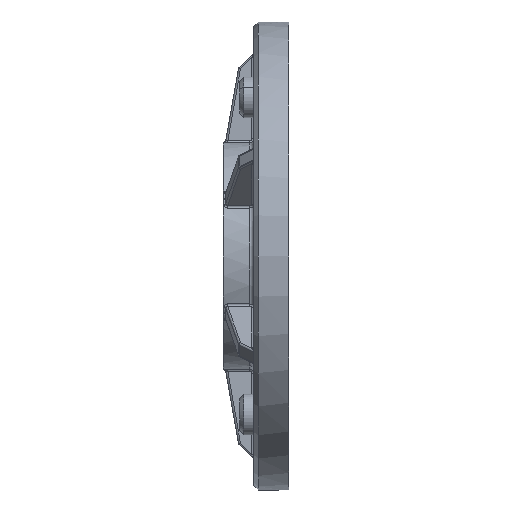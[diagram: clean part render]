
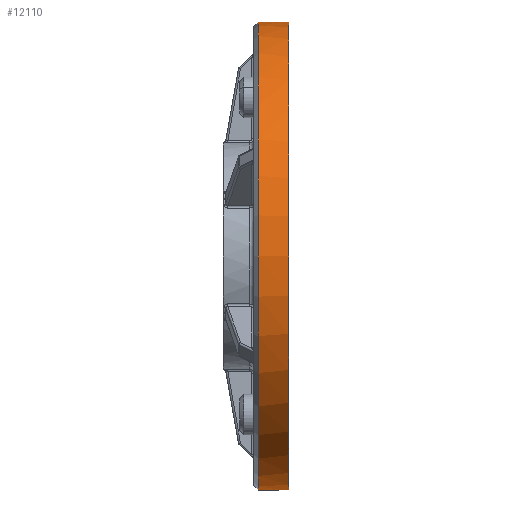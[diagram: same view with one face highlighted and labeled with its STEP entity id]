
A CAD part, left-side view. The second image highlights one B-rep face of the part: STEP entity #12110.
In plain terms, the highlighted cylindrical face has radius 57.5 mm (diameter 115 mm), a partial arc.
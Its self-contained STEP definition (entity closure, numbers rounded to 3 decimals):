
#28 = CARTESIAN_POINT ( 'NONE',  ( -2.484, 0.328, -57.446 ) ) ;
#97 = CARTESIAN_POINT ( 'NONE',  ( -0.163, 2.5, -57.5 ) ) ;
#367 = ORIENTED_EDGE ( 'NONE', *, *, #11174, .T. ) ;
#428 = CARTESIAN_POINT ( 'NONE',  ( 0., 0., 57.5 ) ) ;
#524 = CARTESIAN_POINT ( 'NONE',  ( -1.526, 1.987, 57.48 ) ) ;
#664 = CARTESIAN_POINT ( 'NONE',  ( 0., 0., 0. ) ) ;
#690 = CARTESIAN_POINT ( 'NONE',  ( -2.5, 0., 57.446 ) ) ;
#1076 = CARTESIAN_POINT ( 'NONE',  ( -2.247, 1.109, -57.456 ) ) ;
#1260 = CARTESIAN_POINT ( 'NONE',  ( -0.325, 2.484, 57.499 ) ) ;
#1350 = AXIS2_PLACEMENT_3D ( 'NONE', #664, #11398, #8139 ) ;
#1650 = ORIENTED_EDGE ( 'NONE', *, *, #4046, .F. ) ;
#1684 = CARTESIAN_POINT ( 'NONE',  ( 0., 7.5, -57.5 ) ) ;
#1739 = ORIENTED_EDGE ( 'NONE', *, *, #3506, .F. ) ;
#1857 = FACE_OUTER_BOUND ( 'NONE', #8436, .T. ) ;
#2194 = CARTESIAN_POINT ( 'NONE',  ( -2.5, 0., -57.446 ) ) ;
#2429 = VERTEX_POINT ( 'NONE', #1684 ) ;
#2505 = CIRCLE ( 'NONE', #2952, 57.5 ) ;
#2585 = VECTOR ( 'NONE', #6328, 1000. ) ;
#2620 = CARTESIAN_POINT ( 'NONE',  ( -1.988, 1.524, 57.466 ) ) ;
#2835 = CARTESIAN_POINT ( 'NONE',  ( -1.883, 1.653, 57.469 ) ) ;
#2952 = AXIS2_PLACEMENT_3D ( 'NONE', #11315, #6158, #13410 ) ;
#3318 = CARTESIAN_POINT ( 'NONE',  ( -1.107, 2.248, -57.49 ) ) ;
#3389 = CARTESIAN_POINT ( 'NONE',  ( -0.325, 2.484, -57.499 ) ) ;
#3506 = EDGE_CURVE ( 'NONE', #13140, #13293, #6908, .T. ) ;
#3607 = VERTEX_POINT ( 'NONE', #10334 ) ;
#3749 = CARTESIAN_POINT ( 'NONE',  ( -0.648, 2.42, 57.497 ) ) ;
#3813 = CARTESIAN_POINT ( 'NONE',  ( -2.5, 0., 57.446 ) ) ;
#3884 = CARTESIAN_POINT ( 'NONE',  ( -2.42, 0.647, 57.449 ) ) ;
#4046 = EDGE_CURVE ( 'NONE', #3607, #11071, #6015, .T. ) ;
#4297 = EDGE_CURVE ( 'NONE', #13140, #2429, #2505, .T. ) ;
#4788 = CARTESIAN_POINT ( 'NONE',  ( -1.107, 2.248, 57.49 ) ) ;
#4926 = CARTESIAN_POINT ( 'NONE',  ( -2.5, 0.165, 57.446 ) ) ;
#5330 = CARTESIAN_POINT ( 'NONE',  ( -1.252, 2.17, -57.487 ) ) ;
#5534 = CARTESIAN_POINT ( 'NONE',  ( -1.883, 1.653, -57.469 ) ) ;
#5612 = CARTESIAN_POINT ( 'NONE',  ( -1.988, 1.524, -57.466 ) ) ;
#5822 = CARTESIAN_POINT ( 'NONE',  ( -1.652, 1.884, 57.476 ) ) ;
#6015 = B_SPLINE_CURVE_WITH_KNOTS ( 'NONE', 3,
 ( #2194, #6376, #28, #12922, #10844, #1076, #8831, #5612, #5534, #10637, #7428, #5330, #3318, #6442, #8762, #3389, #97, #9800 ),
 .UNSPECIFIED., .F., .F.,
 ( 4, 2, 2, 2, 2, 2, 2, 2, 4 ),
 ( 0., 0., 0.001, 0.001, 0.002, 0.002, 0.003, 0.003, 0.004 ),
 .UNSPECIFIED. ) ;
#6030 = CARTESIAN_POINT ( 'NONE',  ( 0., 2.5, -57.5 ) ) ;
#6158 = DIRECTION ( 'NONE',  ( 0., -1., 0. ) ) ;
#6328 = DIRECTION ( 'NONE',  ( 0., -1., 0. ) ) ;
#6376 = CARTESIAN_POINT ( 'NONE',  ( -2.5, 0.165, -57.446 ) ) ;
#6442 = CARTESIAN_POINT ( 'NONE',  ( -0.806, 2.372, -57.495 ) ) ;
#6563 = ORIENTED_EDGE ( 'NONE', *, *, #10430, .T. ) ;
#6686 = DIRECTION ( 'NONE',  ( 0., -1., 0. ) ) ;
#6834 = DIRECTION ( 'NONE',  ( 0., -1., 0. ) ) ;
#6908 = LINE ( 'NONE', #428, #8403 ) ;
#7011 = CARTESIAN_POINT ( 'NONE',  ( -2.484, 0.328, 57.446 ) ) ;
#7079 = CARTESIAN_POINT ( 'NONE',  ( -1.252, 2.17, 57.487 ) ) ;
#7277 = CIRCLE ( 'NONE', #13501, 57.5 ) ;
#7428 = CARTESIAN_POINT ( 'NONE',  ( -1.526, 1.987, -57.48 ) ) ;
#7730 = CARTESIAN_POINT ( 'NONE',  ( 0., 7.5, 57.5 ) ) ;
#7885 = CARTESIAN_POINT ( 'NONE',  ( 0., 0., -57.5 ) ) ;
#8071 = CARTESIAN_POINT ( 'NONE',  ( 0., 2.5, 57.5 ) ) ;
#8135 = CARTESIAN_POINT ( 'NONE',  ( -2.247, 1.109, 57.456 ) ) ;
#8139 = DIRECTION ( 'NONE',  ( 0., 0., -1. ) ) ;
#8166 = EDGE_CURVE ( 'NONE', #10395, #3607, #7277, .T. ) ;
#8403 = VECTOR ( 'NONE', #6834, 1000. ) ;
#8436 = EDGE_LOOP ( 'NONE', ( #1739, #12190, #6563, #1650, #8575, #367 ) ) ;
#8519 = DIRECTION ( 'NONE',  ( 0., 0., -1. ) ) ;
#8575 = ORIENTED_EDGE ( 'NONE', *, *, #8166, .F. ) ;
#8762 = CARTESIAN_POINT ( 'NONE',  ( -0.648, 2.42, -57.497 ) ) ;
#8831 = CARTESIAN_POINT ( 'NONE',  ( -2.17, 1.253, -57.459 ) ) ;
#9323 = B_SPLINE_CURVE_WITH_KNOTS ( 'NONE', 3,
 ( #3813, #4926, #7011, #3884, #12160, #8135, #12363, #2620, #2835, #5822, #524, #7079, #4788, #13273, #3749, #1260, #11775, #9713 ),
 .UNSPECIFIED., .F., .F.,
 ( 4, 2, 2, 2, 2, 2, 2, 2, 4 ),
 ( 0., 0., 0.001, 0.001, 0.002, 0.002, 0.003, 0.003, 0.004 ),
 .UNSPECIFIED. ) ;
#9713 = CARTESIAN_POINT ( 'NONE',  ( 0., 2.5, 57.5 ) ) ;
#9800 = CARTESIAN_POINT ( 'NONE',  ( 0., 2.5, -57.5 ) ) ;
#10225 = CYLINDRICAL_SURFACE ( 'NONE', #1350, 57.5 ) ;
#10334 = CARTESIAN_POINT ( 'NONE',  ( -2.5, 0., -57.446 ) ) ;
#10395 = VERTEX_POINT ( 'NONE', #690 ) ;
#10430 = EDGE_CURVE ( 'NONE', #2429, #11071, #13447, .T. ) ;
#10637 = CARTESIAN_POINT ( 'NONE',  ( -1.652, 1.884, -57.476 ) ) ;
#10844 = CARTESIAN_POINT ( 'NONE',  ( -2.372, 0.806, -57.451 ) ) ;
#11071 = VERTEX_POINT ( 'NONE', #6030 ) ;
#11174 = EDGE_CURVE ( 'NONE', #10395, #13293, #9323, .T. ) ;
#11315 = CARTESIAN_POINT ( 'NONE',  ( 0., 7.5, 0. ) ) ;
#11398 = DIRECTION ( 'NONE',  ( 0., -1., 0. ) ) ;
#11775 = CARTESIAN_POINT ( 'NONE',  ( -0.163, 2.5, 57.5 ) ) ;
#12110 = ADVANCED_FACE ( 'NONE', ( #1857 ), #10225, .T. ) ;
#12160 = CARTESIAN_POINT ( 'NONE',  ( -2.372, 0.806, 57.451 ) ) ;
#12190 = ORIENTED_EDGE ( 'NONE', *, *, #4297, .T. ) ;
#12363 = CARTESIAN_POINT ( 'NONE',  ( -2.17, 1.253, 57.459 ) ) ;
#12922 = CARTESIAN_POINT ( 'NONE',  ( -2.42, 0.647, -57.449 ) ) ;
#13028 = CARTESIAN_POINT ( 'NONE',  ( 0., 0., 0. ) ) ;
#13140 = VERTEX_POINT ( 'NONE', #7730 ) ;
#13273 = CARTESIAN_POINT ( 'NONE',  ( -0.806, 2.372, 57.495 ) ) ;
#13293 = VERTEX_POINT ( 'NONE', #8071 ) ;
#13410 = DIRECTION ( 'NONE',  ( 0., 0., 1. ) ) ;
#13447 = LINE ( 'NONE', #7885, #2585 ) ;
#13501 = AXIS2_PLACEMENT_3D ( 'NONE', #13028, #6686, #8519 ) ;
